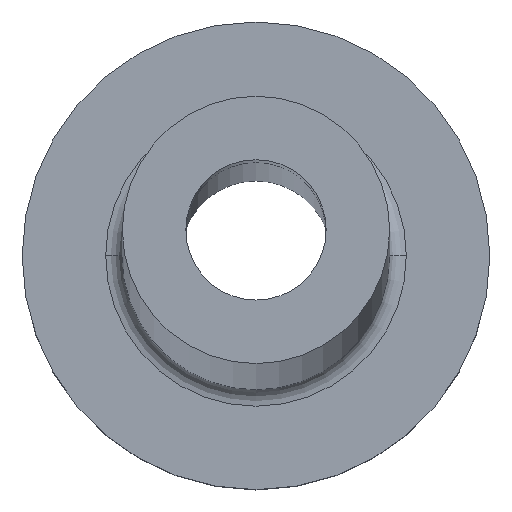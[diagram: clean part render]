
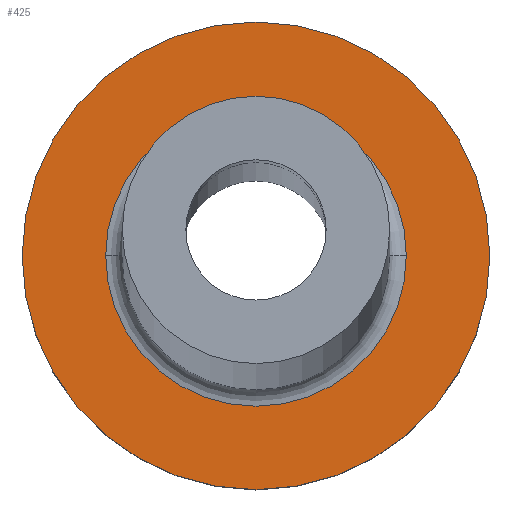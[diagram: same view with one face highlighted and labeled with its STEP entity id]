
A CAD part, top view. The second image highlights one B-rep face of the part: STEP entity #425.
In plain terms, the highlighted planar face has unit normal (0, 0, 1).
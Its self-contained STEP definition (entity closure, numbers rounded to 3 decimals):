
#21 = ORIENTED_EDGE ( 'NONE', *, *, #84, .T. ) ;
#39 = ORIENTED_EDGE ( 'NONE', *, *, #453, .T. ) ;
#51 = DIRECTION ( 'NONE',  ( 0., 0., 1. ) ) ;
#52 = DIRECTION ( 'NONE',  ( 0., 0., -1. ) ) ;
#68 = DIRECTION ( 'NONE',  ( 0., 0., -1. ) ) ;
#84 = EDGE_CURVE ( 'NONE', #338, #235, #416, .T. ) ;
#91 = CIRCLE ( 'NONE', #383, 4.5 ) ;
#115 = AXIS2_PLACEMENT_3D ( 'NONE', #293, #51, #452 ) ;
#128 = DIRECTION ( 'NONE',  ( 0., 0., 1. ) ) ;
#140 = VERTEX_POINT ( 'NONE', #384 ) ;
#147 = EDGE_CURVE ( 'NONE', #140, #197, #91, .T. ) ;
#160 = FACE_OUTER_BOUND ( 'NONE', #294, .T. ) ;
#164 = DIRECTION ( 'NONE',  ( 0., 0., 1. ) ) ;
#167 = FACE_BOUND ( 'NONE', #309, .T. ) ;
#190 = AXIS2_PLACEMENT_3D ( 'NONE', #328, #52, #406 ) ;
#196 = DIRECTION ( 'NONE',  ( 1., 0., 0. ) ) ;
#197 = VERTEX_POINT ( 'NONE', #314 ) ;
#217 = CARTESIAN_POINT ( 'NONE',  ( 7., 0., 5. ) ) ;
#223 = PLANE ( 'NONE',  #320 ) ;
#229 = AXIS2_PLACEMENT_3D ( 'NONE', #230, #128, #377 ) ;
#230 = CARTESIAN_POINT ( 'NONE',  ( 0., 0., 5. ) ) ;
#235 = VERTEX_POINT ( 'NONE', #217 ) ;
#255 = CIRCLE ( 'NONE', #190, 4.5 ) ;
#258 = ORIENTED_EDGE ( 'NONE', *, *, #147, .T. ) ;
#263 = DIRECTION ( 'NONE',  ( 1., 0., 0. ) ) ;
#267 = EDGE_CURVE ( 'NONE', #197, #140, #255, .T. ) ;
#270 = CIRCLE ( 'NONE', #229, 7. ) ;
#293 = CARTESIAN_POINT ( 'NONE',  ( 0., 0., 5. ) ) ;
#294 = EDGE_LOOP ( 'NONE', ( #21, #39 ) ) ;
#308 = CARTESIAN_POINT ( 'NONE',  ( 0., 0., 5. ) ) ;
#309 = EDGE_LOOP ( 'NONE', ( #258, #332 ) ) ;
#314 = CARTESIAN_POINT ( 'NONE',  ( -4.5, 0., 5. ) ) ;
#320 = AXIS2_PLACEMENT_3D ( 'NONE', #448, #164, #263 ) ;
#328 = CARTESIAN_POINT ( 'NONE',  ( 0., 0., 5. ) ) ;
#332 = ORIENTED_EDGE ( 'NONE', *, *, #267, .T. ) ;
#338 = VERTEX_POINT ( 'NONE', #401 ) ;
#377 = DIRECTION ( 'NONE',  ( 1., 0., 0. ) ) ;
#383 = AXIS2_PLACEMENT_3D ( 'NONE', #308, #68, #196 ) ;
#384 = CARTESIAN_POINT ( 'NONE',  ( 4.5, 0., 5. ) ) ;
#401 = CARTESIAN_POINT ( 'NONE',  ( -7., 0., 5. ) ) ;
#406 = DIRECTION ( 'NONE',  ( 1., 0., 0. ) ) ;
#416 = CIRCLE ( 'NONE', #115, 7. ) ;
#425 = ADVANCED_FACE ( 'NONE', ( #167, #160 ), #223, .T. ) ;
#448 = CARTESIAN_POINT ( 'NONE',  ( 0., 0., 5. ) ) ;
#452 = DIRECTION ( 'NONE',  ( 1., 0., 0. ) ) ;
#453 = EDGE_CURVE ( 'NONE', #235, #338, #270, .T. ) ;
